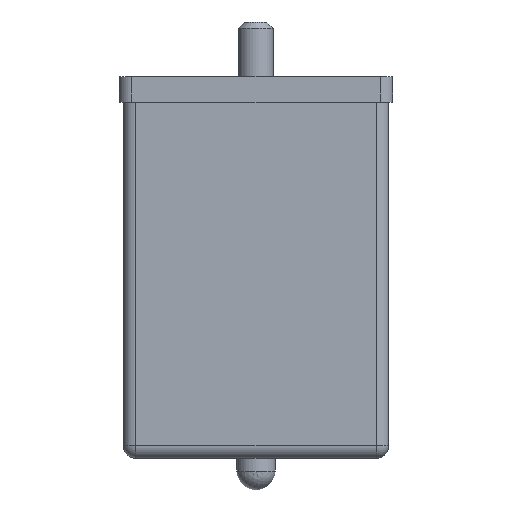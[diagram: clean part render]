
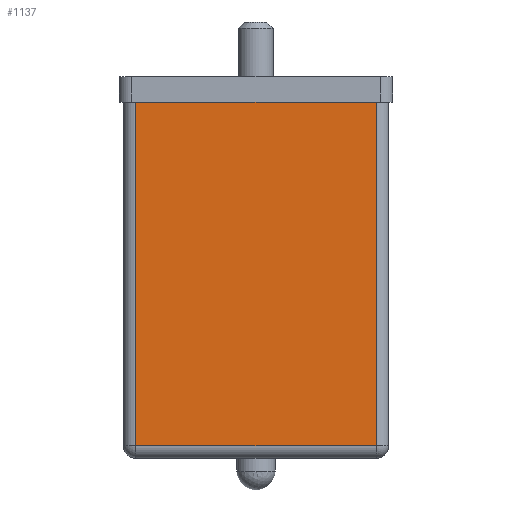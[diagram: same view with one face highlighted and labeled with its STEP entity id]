
A CAD part, left-side view. The second image highlights one B-rep face of the part: STEP entity #1137.
In plain terms, the highlighted planar face has unit normal (-1, 0, 0).
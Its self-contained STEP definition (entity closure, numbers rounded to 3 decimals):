
#186 = EDGE_CURVE ( 'NONE', #2110, #2112, #3257, .T. ) ;
#187 = EDGE_CURVE ( 'NONE', #2110, #2111, #3258, .T. ) ;
#188 = EDGE_CURVE ( 'NONE', #2112, #2113, #3259, .T. ) ;
#189 = EDGE_CURVE ( 'NONE', #2113, #2111, #3260, .T. ) ;
#866 = VECTOR ( 'NONE', #3674, 1000. ) ;
#867 = VECTOR ( 'NONE', #3676, 1000. ) ;
#868 = VECTOR ( 'NONE', #3678, 1000. ) ;
#869 = VECTOR ( 'NONE', #3680, 1000. ) ;
#1137 = ADVANCED_FACE ( 'NONE', ( #1863 ), #5533, .F. ) ;
#1863 = FACE_OUTER_BOUND ( 'NONE', #2468, .T. ) ;
#2110 = VERTEX_POINT ( 'NONE', #6794 ) ;
#2111 = VERTEX_POINT ( 'NONE', #6795 ) ;
#2112 = VERTEX_POINT ( 'NONE', #6796 ) ;
#2113 = VERTEX_POINT ( 'NONE', #6797 ) ;
#2468 = EDGE_LOOP ( 'NONE', ( #3042, #3040, #3041, #3039 ) ) ;
#3039 = ORIENTED_EDGE ( 'NONE', *, *, #189, .T. ) ;
#3040 = ORIENTED_EDGE ( 'NONE', *, *, #186, .T. ) ;
#3041 = ORIENTED_EDGE ( 'NONE', *, *, #188, .T. ) ;
#3042 = ORIENTED_EDGE ( 'NONE', *, *, #187, .F. ) ;
#3257 = LINE ( 'NONE', #3673, #866 ) ;
#3258 = LINE ( 'NONE', #3675, #867 ) ;
#3259 = LINE ( 'NONE', #3677, #868 ) ;
#3260 = LINE ( 'NONE', #3679, #869 ) ;
#3673 = CARTESIAN_POINT ( 'NONE',  ( -13.7, 9.45, 28. ) ) ;
#3674 = DIRECTION ( 'NONE',  ( 0., 0., -1. ) ) ;
#3675 = CARTESIAN_POINT ( 'NONE',  ( -13.7, 10.45, 28. ) ) ;
#3676 = DIRECTION ( 'NONE',  ( 0., -1., 0. ) ) ;
#3677 = CARTESIAN_POINT ( 'NONE',  ( -13.7, 10.45, 1. ) ) ;
#3678 = DIRECTION ( 'NONE',  ( 0., -1., 0. ) ) ;
#3679 = CARTESIAN_POINT ( 'NONE',  ( -13.7, -9.45, 28. ) ) ;
#3680 = DIRECTION ( 'NONE',  ( 0., 0., 1. ) ) ;
#4932 = AXIS2_PLACEMENT_3D ( 'NONE', #5534, #5535, #5536 ) ;
#5533 = PLANE ( 'NONE',  #4932 ) ;
#5534 = CARTESIAN_POINT ( 'NONE',  ( -13.7, 10.45, 28. ) ) ;
#5535 = DIRECTION ( 'NONE',  ( 1., 0., 0. ) ) ;
#5536 = DIRECTION ( 'NONE',  ( 0., 1., 0. ) ) ;
#6794 = CARTESIAN_POINT ( 'NONE',  ( -13.7, 9.45, 28. ) ) ;
#6795 = CARTESIAN_POINT ( 'NONE',  ( -13.7, -9.45, 28. ) ) ;
#6796 = CARTESIAN_POINT ( 'NONE',  ( -13.7, 9.45, 1. ) ) ;
#6797 = CARTESIAN_POINT ( 'NONE',  ( -13.7, -9.45, 1. ) ) ;
